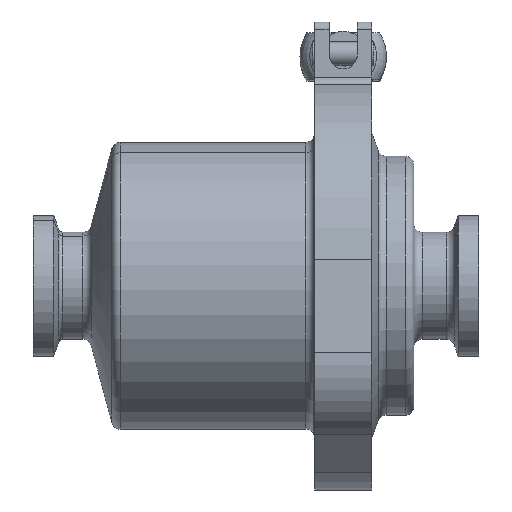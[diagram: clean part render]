
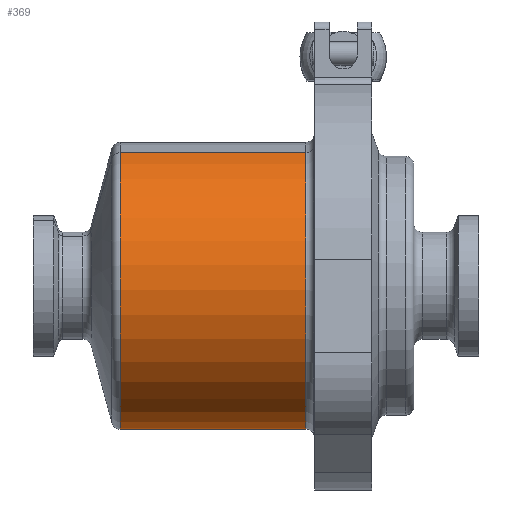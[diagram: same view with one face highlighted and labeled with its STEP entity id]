
A CAD part, left-side view. The second image highlights one B-rep face of the part: STEP entity #369.
In plain terms, the highlighted cylindrical face has radius 25.502 mm (diameter 51.003 mm), a partial arc.
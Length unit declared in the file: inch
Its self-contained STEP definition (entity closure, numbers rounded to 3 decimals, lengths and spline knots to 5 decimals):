
#9 = CARTESIAN_POINT ( 'NONE',  ( 0.37408, 3.118, -0.93171 ) ) ;
#23 = EDGE_LOOP ( 'NONE', ( #1169, #3426, #296, #1130 ) ) ;
#190 = CARTESIAN_POINT ( 'NONE',  ( 0., 3.118, 0. ) ) ;
#296 = ORIENTED_EDGE ( 'NONE', *, *, #1216, .T. ) ;
#369 = ADVANCED_FACE ( 'Defeatured_0_7', ( #2837 ), #4487, .T. ) ;
#424 = LINE ( 'NONE', #3531, #3719 ) ;
#698 = AXIS2_PLACEMENT_3D ( 'NONE', #3409, #1922, #2336 ) ;
#725 = VERTEX_POINT ( 'NONE', #3462 ) ;
#911 = DIRECTION ( 'NONE',  ( 0.373, 0., -0.928 ) ) ;
#960 = LINE ( 'NONE', #9, #4735 ) ;
#1003 = AXIS2_PLACEMENT_3D ( 'NONE', #1954, #2648, #2617 ) ;
#1130 = ORIENTED_EDGE ( 'NONE', *, *, #2379, .F. ) ;
#1169 = ORIENTED_EDGE ( 'NONE', *, *, #3518, .T. ) ;
#1216 = EDGE_CURVE ( 'Defeatured_0_7+Defeatured_0_11+Defeatured_0_11+Defeatured_0_11', #725, #4505, #3383, .T. ) ;
#1314 = CARTESIAN_POINT ( 'NONE',  ( -0.37408, 1.21091, 0.93171 ) ) ;
#1922 = DIRECTION ( 'NONE',  ( 0., 1., 0. ) ) ;
#1954 = CARTESIAN_POINT ( 'NONE',  ( 0., 2.50946, 0. ) ) ;
#2126 = AXIS2_PLACEMENT_3D ( 'NONE', #190, #3483, #911 ) ;
#2336 = DIRECTION ( 'NONE',  ( 0.373, 0., -0.928 ) ) ;
#2379 = EDGE_CURVE ( 'NONE', #2849, #4505, #960, .T. ) ;
#2459 = DIRECTION ( 'NONE',  ( 0., 1., 0. ) ) ;
#2527 = DIRECTION ( 'NONE',  ( 0., 1., 0. ) ) ;
#2617 = DIRECTION ( 'NONE',  ( -0.373, 0., 0.928 ) ) ;
#2648 = DIRECTION ( 'NONE',  ( 0., -1., 0. ) ) ;
#2682 = CARTESIAN_POINT ( 'NONE',  ( 0.37408, 2.50946, -0.93171 ) ) ;
#2771 = VERTEX_POINT ( 'NONE', #1314 ) ;
#2837 = FACE_OUTER_BOUND ( 'NONE', #23, .T. ) ;
#2849 = VERTEX_POINT ( 'NONE', #4231 ) ;
#3383 = CIRCLE ( 'NONE', #1003, 1.004 ) ;
#3409 = CARTESIAN_POINT ( 'NONE',  ( 0., 1.21091, 0. ) ) ;
#3426 = ORIENTED_EDGE ( 'NONE', *, *, #4663, .T. ) ;
#3462 = CARTESIAN_POINT ( 'NONE',  ( -0.37408, 2.50946, 0.93171 ) ) ;
#3483 = DIRECTION ( 'NONE',  ( 0., 1., 0. ) ) ;
#3518 = EDGE_CURVE ( 'Defeatured_0_7+Defeatured_0_12+Defeatured_0_12+Defeatured_0_12', #2849, #2771, #3856, .T. ) ;
#3531 = CARTESIAN_POINT ( 'NONE',  ( -0.37408, 3.118, 0.93171 ) ) ;
#3719 = VECTOR ( 'NONE', #2459, 39.37008 ) ;
#3856 = CIRCLE ( 'NONE', #698, 1.004 ) ;
#4231 = CARTESIAN_POINT ( 'NONE',  ( 0.37408, 1.21091, -0.93171 ) ) ;
#4487 = CYLINDRICAL_SURFACE ( 'NONE', #2126, 1.004 ) ;
#4505 = VERTEX_POINT ( 'NONE', #2682 ) ;
#4663 = EDGE_CURVE ( 'NONE', #2771, #725, #424, .T. ) ;
#4735 = VECTOR ( 'NONE', #2527, 39.37008 ) ;
